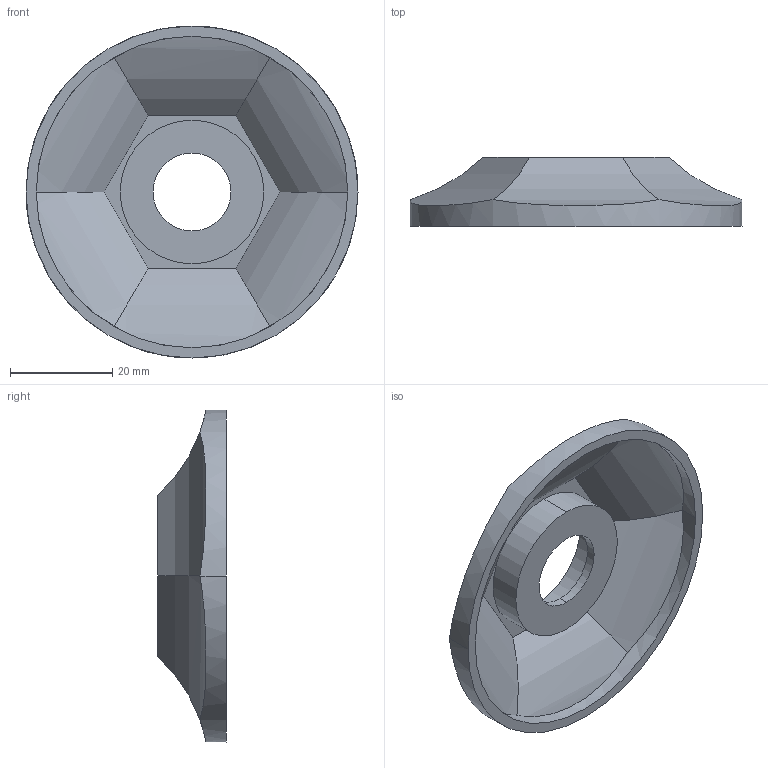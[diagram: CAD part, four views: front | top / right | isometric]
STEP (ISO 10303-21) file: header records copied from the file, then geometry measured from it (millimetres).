
FILE_DESCRIPTION((''),'2;1');
FILE_NAME('0600C','2015-02-12T',('rsmith'),(''),'PRO/ENGINEER BY PARAMETRIC TECHNOLOGY CORPORATION, 2013150','PRO/ENGINEER BY PARAMETRIC TECHNOLOGY CORPORATION, 2013150','');
FILE_SCHEMA(('CONFIG_CONTROL_DESIGN'));
Length unit declared in the file: inch
Products named in the file (1): 0600C
Bounding box: 65 x 13.49 x 65 mm (x, y, z)
Volume: 9046.2 mm3; surface area: 14894.3 mm2
Topology: 1 solids, 2 shells, 40 faces, 94 edges, 62 vertices
Faces by surface type: cylinder 32, plane 8
Entity records: 1420 total; most frequent: CARTESIAN_POINT 491, ORIENTED_EDGE 184, DIRECTION 166, EDGE_CURVE 94, AXIS2_PLACEMENT_3D 67, VERTEX_POINT 62, EDGE_LOOP 48, FACE_OUTER_BOUND 40
